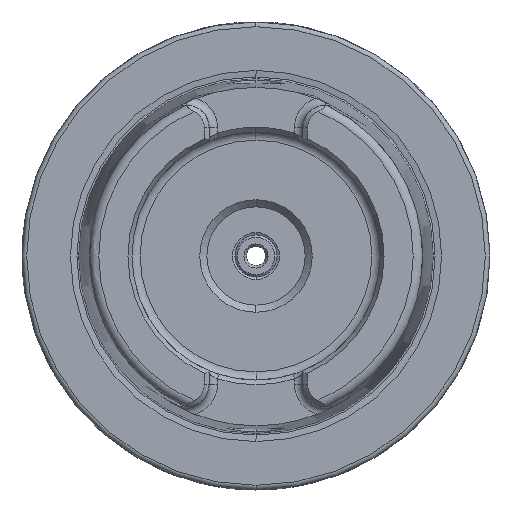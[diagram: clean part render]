
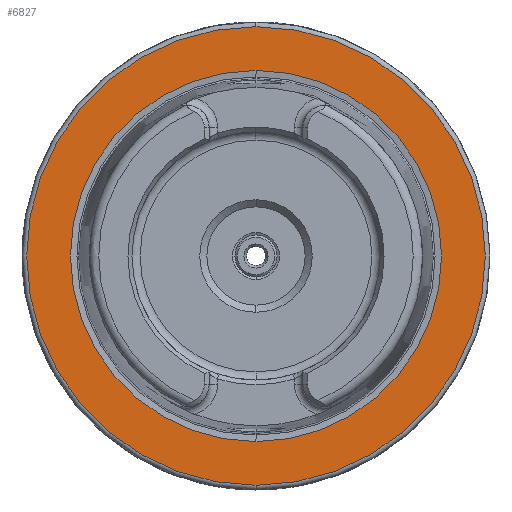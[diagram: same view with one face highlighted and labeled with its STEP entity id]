
A CAD part, left-side view. The second image highlights one B-rep face of the part: STEP entity #6827.
In plain terms, the highlighted planar face has unit normal (-1, 0, 0).
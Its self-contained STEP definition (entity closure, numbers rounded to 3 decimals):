
#32 = VERTEX_POINT ( 'NONE', #351 ) ;
#168 = AXIS2_PLACEMENT_3D ( 'NONE', #1290, #5758, #1940 ) ;
#351 = CARTESIAN_POINT ( 'NONE',  ( 0.05, 0., -49. ) ) ;
#358 = PLANE ( 'NONE',  #4866 ) ;
#463 = AXIS2_PLACEMENT_3D ( 'NONE', #3090, #7563, #3718 ) ;
#507 = VERTEX_POINT ( 'NONE', #4845 ) ;
#928 = FACE_OUTER_BOUND ( 'NONE', #8258, .T. ) ;
#999 = CARTESIAN_POINT ( 'NONE',  ( 0.05, 39.647, 0. ) ) ;
#1187 = CARTESIAN_POINT ( 'NONE',  ( 0.05, 0., 0. ) ) ;
#1223 = DIRECTION ( 'NONE',  ( 0., 0., -1. ) ) ;
#1278 = EDGE_CURVE ( 'NONE', #32, #1426, #5377, .T. ) ;
#1290 = CARTESIAN_POINT ( 'NONE',  ( 0.05, 0., 0. ) ) ;
#1362 = ORIENTED_EDGE ( 'NONE', *, *, #1278, .F. ) ;
#1426 = VERTEX_POINT ( 'NONE', #4827 ) ;
#1548 = CIRCLE ( 'NONE', #5059, 39.647 ) ;
#1646 = DIRECTION ( 'NONE',  ( -1., 0., 0. ) ) ;
#1673 = DIRECTION ( 'NONE',  ( 1., 0., 0. ) ) ;
#1940 = DIRECTION ( 'NONE',  ( 0., 0., -1. ) ) ;
#1963 = EDGE_CURVE ( 'NONE', #507, #3478, #8299, .T. ) ;
#3090 = CARTESIAN_POINT ( 'NONE',  ( 0.05, 0., 0. ) ) ;
#3333 = EDGE_LOOP ( 'NONE', ( #3715, #6912 ) ) ;
#3478 = VERTEX_POINT ( 'NONE', #7439 ) ;
#3565 = CARTESIAN_POINT ( 'NONE',  ( 0.05, 0., 0. ) ) ;
#3715 = ORIENTED_EDGE ( 'NONE', *, *, #4436, .T. ) ;
#3718 = DIRECTION ( 'NONE',  ( 0., 0., -1. ) ) ;
#3999 = ORIENTED_EDGE ( 'NONE', *, *, #6067, .F. ) ;
#4204 = DIRECTION ( 'NONE',  ( 0., 0., -1. ) ) ;
#4436 = EDGE_CURVE ( 'NONE', #3478, #507, #1548, .T. ) ;
#4827 = CARTESIAN_POINT ( 'NONE',  ( 0.05, 0., 49. ) ) ;
#4845 = CARTESIAN_POINT ( 'NONE',  ( 0.05, 0., -39.647 ) ) ;
#4866 = AXIS2_PLACEMENT_3D ( 'NONE', #999, #1646, #6104 ) ;
#5059 = AXIS2_PLACEMENT_3D ( 'NONE', #3565, #8068, #4204 ) ;
#5377 = CIRCLE ( 'NONE', #6664, 49. ) ;
#5758 = DIRECTION ( 'NONE',  ( 1., 0., 0. ) ) ;
#6067 = EDGE_CURVE ( 'NONE', #1426, #32, #7457, .T. ) ;
#6104 = DIRECTION ( 'NONE',  ( 0., 0., 1. ) ) ;
#6664 = AXIS2_PLACEMENT_3D ( 'NONE', #1187, #1673, #1223 ) ;
#6827 = ADVANCED_FACE ( 'NONE', ( #7545, #928 ), #358, .T. ) ;
#6912 = ORIENTED_EDGE ( 'NONE', *, *, #1963, .T. ) ;
#7439 = CARTESIAN_POINT ( 'NONE',  ( 0.05, 0., 39.647 ) ) ;
#7457 = CIRCLE ( 'NONE', #463, 49. ) ;
#7545 = FACE_BOUND ( 'NONE', #3333, .T. ) ;
#7563 = DIRECTION ( 'NONE',  ( 1., 0., 0. ) ) ;
#8068 = DIRECTION ( 'NONE',  ( 1., 0., 0. ) ) ;
#8258 = EDGE_LOOP ( 'NONE', ( #1362, #3999 ) ) ;
#8299 = CIRCLE ( 'NONE', #168, 39.647 ) ;
